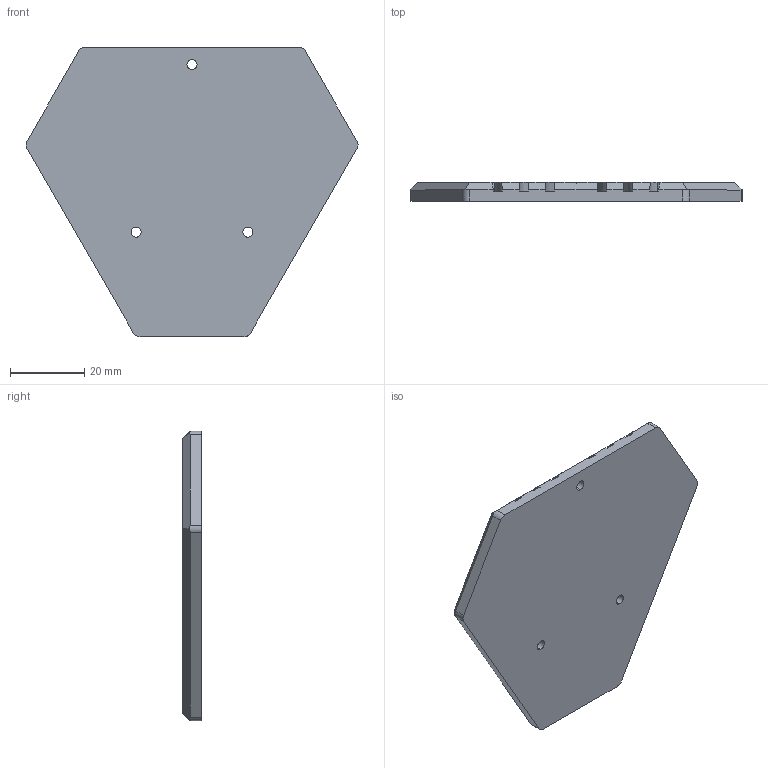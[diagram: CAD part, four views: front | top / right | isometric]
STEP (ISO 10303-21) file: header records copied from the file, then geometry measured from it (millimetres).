
FILE_DESCRIPTION (( 'STEP AP214' ), '1' );
FILE_NAME ('piezo-mounting-plate.STEP', '2023-07-14T06:56:22', ( '' ), ( '' ), 'SwSTEP 2.0', 'SolidWorks 2021', '' );
FILE_SCHEMA (( 'AUTOMOTIVE_DESIGN' ));
Length unit declared in the file: millimetre
Products named in the file (1): piezo-mounting-plate
Bounding box: 89.15 x 5 x 77.74 mm (x, y, z)
Volume: 21215.9 mm3; surface area: 12397.4 mm2
Topology: 1 solids, 1 shells, 113 faces, 333 edges, 222 vertices
Faces by surface type: cylinder 54, plane 45, bspline 14
Entity records: 4287 total; most frequent: CARTESIAN_POINT 1273, ORIENTED_EDGE 666, DIRECTION 593, EDGE_CURVE 333, VERTEX_POINT 222, AXIS2_PLACEMENT_3D 214, LINE 165, VECTOR 165
